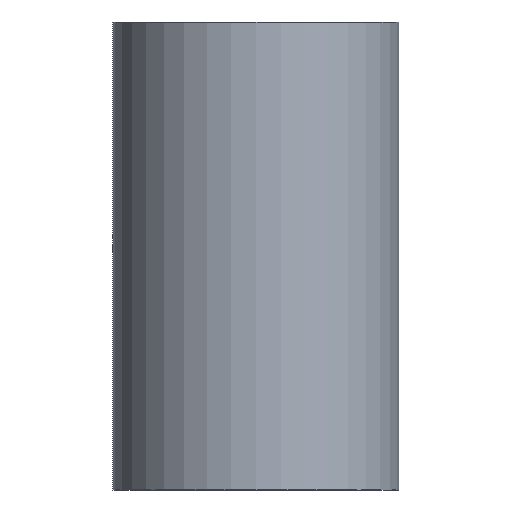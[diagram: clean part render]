
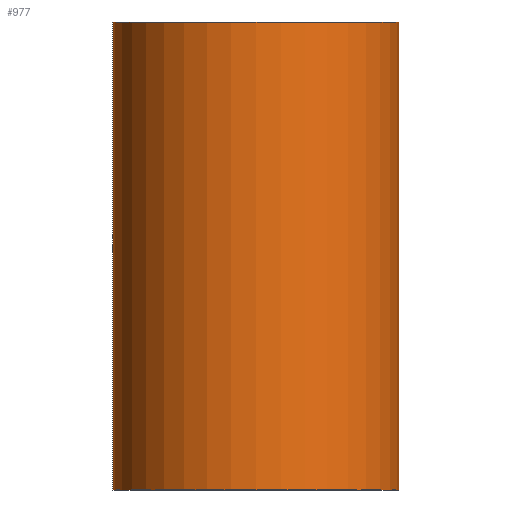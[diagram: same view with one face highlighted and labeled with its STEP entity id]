
A CAD part, front view. The second image highlights one B-rep face of the part: STEP entity #977.
In plain terms, the highlighted cylindrical face has radius 550 mm (diameter 1100 mm), a full revolution.
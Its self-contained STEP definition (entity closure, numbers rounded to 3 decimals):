
#59 = EDGE_LOOP ( 'NONE', ( #1330 ) ) ;
#199 = CIRCLE ( 'NONE', #1315, 550. ) ;
#261 = VERTEX_POINT ( 'NONE', #683 ) ;
#294 = ORIENTED_EDGE ( 'NONE', *, *, #1292, .T. ) ;
#366 = EDGE_CURVE ( 'NONE', #664, #664, #199, .T. ) ;
#413 = DIRECTION ( 'NONE',  ( 0., 0., 1. ) ) ;
#465 = FACE_OUTER_BOUND ( 'NONE', #630, .T. ) ;
#475 = DIRECTION ( 'NONE',  ( 0., 0., 1. ) ) ;
#529 = CARTESIAN_POINT ( 'NONE',  ( 0., 0., 1800. ) ) ;
#532 = AXIS2_PLACEMENT_3D ( 'NONE', #1205, #475, #788 ) ;
#599 = CIRCLE ( 'NONE', #851, 550. ) ;
#630 = EDGE_LOOP ( 'NONE', ( #294 ) ) ;
#664 = VERTEX_POINT ( 'NONE', #957 ) ;
#683 = CARTESIAN_POINT ( 'NONE',  ( 550., 0., 0. ) ) ;
#691 = CARTESIAN_POINT ( 'NONE',  ( 0., 0., 0. ) ) ;
#788 = DIRECTION ( 'NONE',  ( 1., 0., 0. ) ) ;
#851 = AXIS2_PLACEMENT_3D ( 'NONE', #691, #1122, #1307 ) ;
#865 = FACE_OUTER_BOUND ( 'NONE', #59, .T. ) ;
#941 = DIRECTION ( 'NONE',  ( 1., 0., 0. ) ) ;
#957 = CARTESIAN_POINT ( 'NONE',  ( 550., 0., 1800. ) ) ;
#977 = ADVANCED_FACE ( 'NONE', ( #465, #865 ), #1124, .T. ) ;
#1122 = DIRECTION ( 'NONE',  ( 0., 0., 1. ) ) ;
#1124 = CYLINDRICAL_SURFACE ( 'NONE', #532, 550. ) ;
#1205 = CARTESIAN_POINT ( 'NONE',  ( 0., 0., 0. ) ) ;
#1292 = EDGE_CURVE ( 'NONE', #261, #261, #599, .T. ) ;
#1307 = DIRECTION ( 'NONE',  ( 1., 0., 0. ) ) ;
#1315 = AXIS2_PLACEMENT_3D ( 'NONE', #529, #413, #941 ) ;
#1330 = ORIENTED_EDGE ( 'NONE', *, *, #366, .F. ) ;
